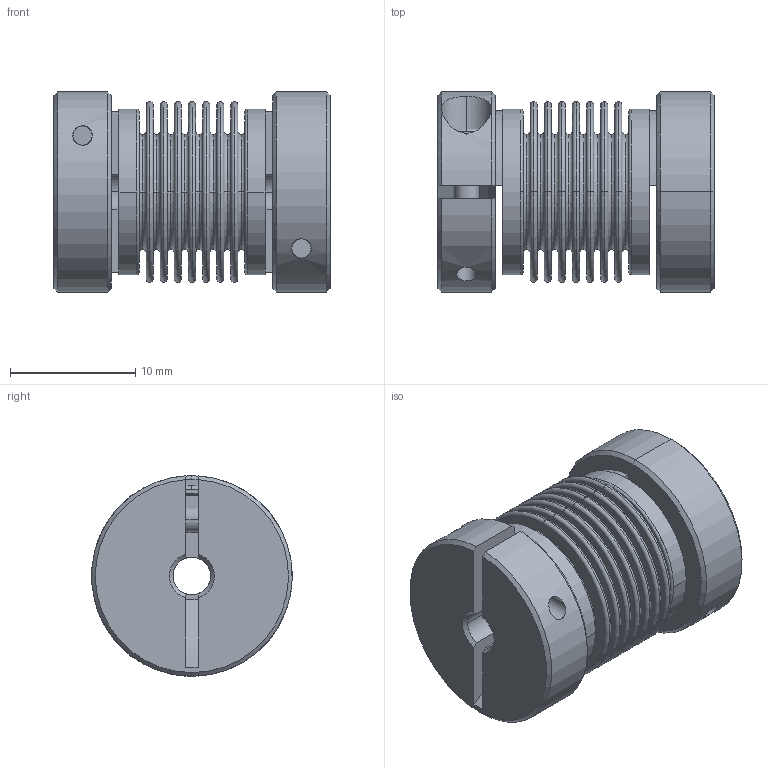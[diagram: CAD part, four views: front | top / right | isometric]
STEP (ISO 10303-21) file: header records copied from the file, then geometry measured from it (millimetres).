
FILE_DESCRIPTION(('STEP AP214'),'1');
FILE_NAME('bkxk16220303.stp','2017-10-10T10:32:34',('TraceParts'),('TraceParts S.A.'),'Spatial InterOp 3D',' ',' ');
FILE_SCHEMA(('automotive_design'));
Length unit declared in the file: millimetre
Products named in the file (1): bkxk16220303
Bounding box: 22.04 x 15.98 x 16 mm (x, y, z)
Volume: 2488.2 mm3; surface area: 4176.7 mm2
Topology: 1 solids, 1 shells, 204 faces, 509 edges, 331 vertices
Faces by surface type: torus 72, plane 56, cylinder 48, cone 28
Entity records: 6581 total; most frequent: CARTESIAN_POINT 1449, DIRECTION 1208, ORIENTED_EDGE 1010, AXIS2_PLACEMENT_3D 538, EDGE_CURVE 505, CIRCLE 333, VERTEX_POINT 331, EDGE_LOOP 238
